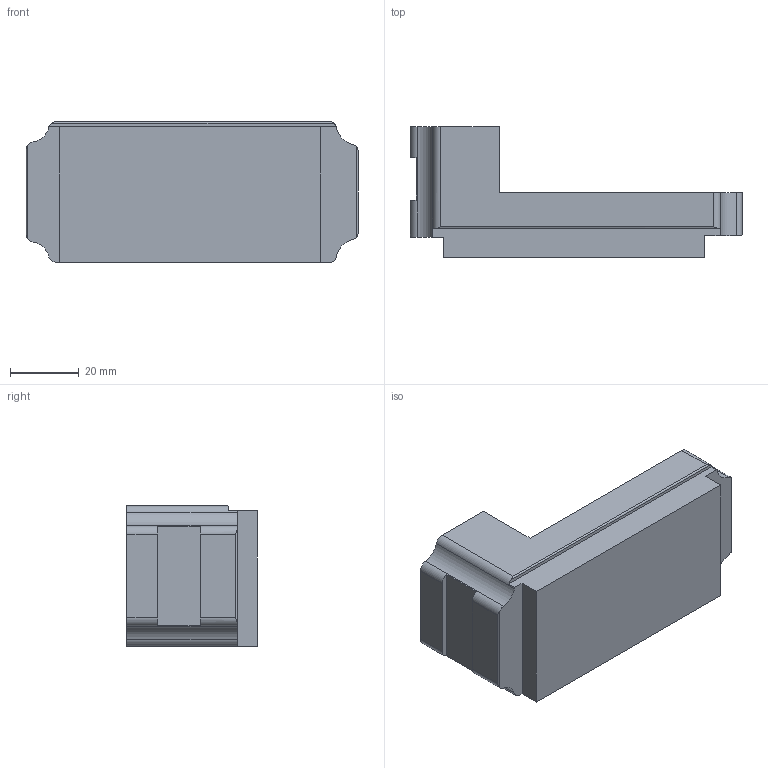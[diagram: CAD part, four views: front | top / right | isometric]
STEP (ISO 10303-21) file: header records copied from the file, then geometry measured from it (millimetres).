
FILE_DESCRIPTION(/* description */ ('STEP AP214'),/* implementation_level */ '2;1');
FILE_NAME(/* name */ '1971599_CPX-FVDA-P2',/* time_stamp */ '2024-08-07T19:34:21+02:00',/* author */ ('License CC BY-ND 4.0'),/* organization */ ('CADENAS'),/* preprocessor_version */ 'ST-DEVELOPER v19.3',/* originating_system */ 'PARTsolutions',/* authorisation */ ' ');
FILE_SCHEMA (('AUTOMOTIVE_DESIGN {1 0 10303 214 3 1 1}'));
Length unit declared in the file: millimetre
Products named in the file (1): 1971599 CPX-FVDA-P2---(1)
Bounding box: 96.8 x 38.05 x 41 mm (x, y, z)
Volume: 85330.6 mm3; surface area: 14827.4 mm2
Topology: 1 solids, 1 shells, 33 faces, 93 edges, 62 vertices
Faces by surface type: plane 18, cylinder 15
Entity records: 1116 total; most frequent: CARTESIAN_POINT 210, ORIENTED_EDGE 186, DIRECTION 185, EDGE_CURVE 93, AXIS2_PLACEMENT_3D 64, VERTEX_POINT 62, LINE 57, VECTOR 57
